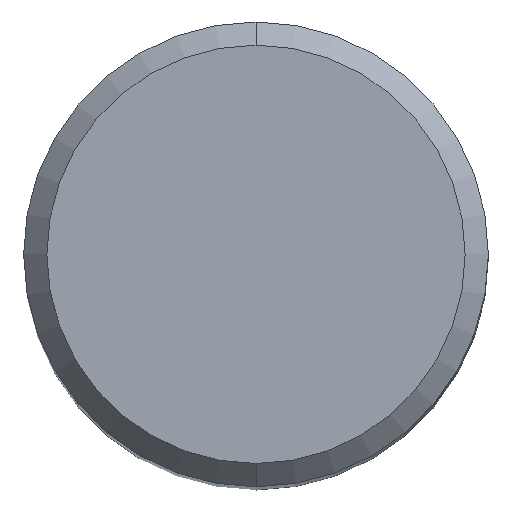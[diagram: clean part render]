
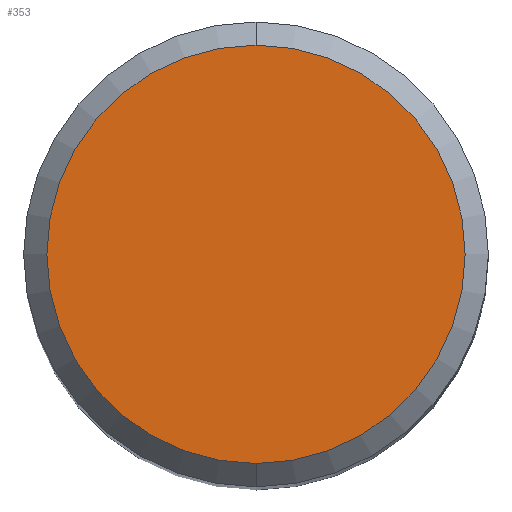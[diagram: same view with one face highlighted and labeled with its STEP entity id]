
A CAD part, top view. The second image highlights one B-rep face of the part: STEP entity #353.
In plain terms, the highlighted planar face has unit normal (0, 0, 1).
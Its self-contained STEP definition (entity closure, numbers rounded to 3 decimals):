
#283=EDGE_CURVE('',#425,#493,#653,.T.);
#353=ADVANCED_FACE('',(#734),#735,.T.);
#363=EDGE_CURVE('',#493,#425,#746,.T.);
#425=VERTEX_POINT('',#814);
#493=VERTEX_POINT('',#886);
#653=CIRCLE('',#1113,4.5);
#734=FACE_OUTER_BOUND('',#1305,.T.);
#735=PLANE('',#1306);
#746=CIRCLE('',#1321,4.5);
#814=CARTESIAN_POINT('',(0.,-4.5,0.0));
#886=CARTESIAN_POINT('',(0.0,4.5,0.0));
#1113=AXIS2_PLACEMENT_3D('',#1817,#1818,#1819);
#1305=EDGE_LOOP('',(#1927,#1928));
#1306=AXIS2_PLACEMENT_3D('',#1929,#1930,#1931);
#1321=AXIS2_PLACEMENT_3D('',#1943,#1944,#1945);
#1817=CARTESIAN_POINT('',(0.0,0.0,0.0));
#1818=DIRECTION('',(0.0,0.0,-1.0));
#1819=DIRECTION('',(0.0,1.0,0.0));
#1927=ORIENTED_EDGE('',*,*,#363,.F.);
#1928=ORIENTED_EDGE('',*,*,#283,.F.);
#1929=CARTESIAN_POINT('',(0.0,2.25,0.0));
#1930=DIRECTION('',(-0.0,0.0,1.0));
#1931=DIRECTION('',(0.0,-1.0,0.0));
#1943=CARTESIAN_POINT('',(0.0,0.0,0.0));
#1944=DIRECTION('',(0.0,0.0,-1.0));
#1945=DIRECTION('',(0.0,1.0,0.0));
